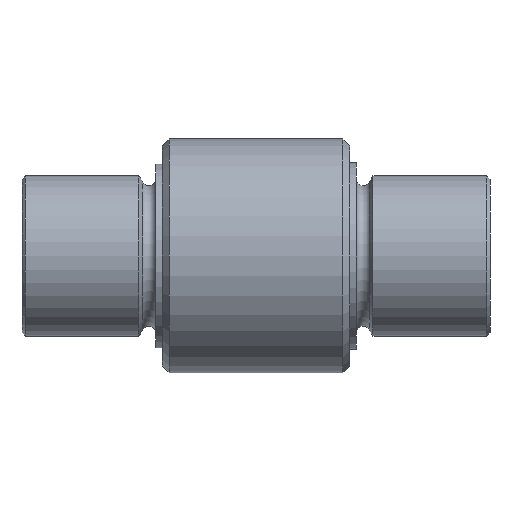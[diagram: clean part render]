
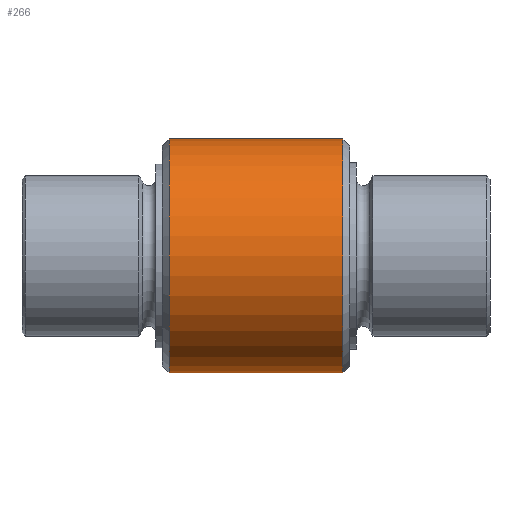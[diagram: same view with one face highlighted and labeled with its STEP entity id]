
A CAD part, left-side view. The second image highlights one B-rep face of the part: STEP entity #266.
In plain terms, the highlighted cylindrical face has radius 17.5 mm (diameter 35 mm), a full revolution.
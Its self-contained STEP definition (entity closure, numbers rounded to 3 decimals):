
#266 = ADVANCED_FACE( '', ( #497, #498, #499 ), #500, .T. );
#497 = FACE_OUTER_BOUND( '', #704, .T. );
#498 = FACE_OUTER_BOUND( '', #705, .T. );
#499 = FACE_BOUND( '', #706, .T. );
#500 = CYLINDRICAL_SURFACE( '', #707, 17.5 );
#704 = EDGE_LOOP( '', ( #1040 ) );
#705 = EDGE_LOOP( '', ( #1041 ) );
#706 = EDGE_LOOP( '', ( #1042 ) );
#707 = AXIS2_PLACEMENT_3D( '', #1043, #1044, #1045 );
#1040 = ORIENTED_EDGE( '', *, *, #1146, .T. );
#1041 = ORIENTED_EDGE( '', *, *, #1175, .T. );
#1042 = ORIENTED_EDGE( '', *, *, #1196, .F. );
#1043 = CARTESIAN_POINT( '', ( 0., 28., 0. ) );
#1044 = DIRECTION( '', ( 0., 1., 0. ) );
#1045 = DIRECTION( '', ( 0., 0., -1. ) );
#1146 = EDGE_CURVE( '', #1306, #1306, #1307, .F. );
#1175 = EDGE_CURVE( '', #1346, #1346, #1347, .T. );
#1196 = EDGE_CURVE( '', #1376, #1376, #1377, .T. );
#1306 = VERTEX_POINT( '', #1515 );
#1307 = CIRCLE( '', #1516, 17.5 );
#1346 = VERTEX_POINT( '', #1619 );
#1347 = CIRCLE( '', #1620, 17.5 );
#1376 = VERTEX_POINT( '', #1652 );
#1377 = B_SPLINE_CURVE_WITH_KNOTS( '', 3, ( #1653, #1654, #1655, #1656, #1657, #1658, #1659, #1660, #1661, #1662, #1663, #1664, #1665, #1666, #1667, #1668, #1669, #1670, #1671, #1672, #1673, #1674, #1675, #1676, #1677, #1678, #1679, #1680, #1681, #1682, #1683, #1684, #1685, #1686, #1687, #1688, #1689, #1690, #1691, #1692, #1693, #1694, #1695, #1696, #1697, #1698, #1699, #1700, #1701, #1702, #1703, #1704, #1705, #1706, #1707, #1708, #1709, #1710, #1711, #1712, #1713, #1714 ), .UNSPECIFIED., .T., .F., ( 2, 2, 2, 2, 2, 2, 2, 2, 2, 2, 2, 2, 2, 2, 2, 2, 2, 2, 2, 2, 2, 2, 2, 2, 2, 2, 2, 2, 2, 2, 2, 2, 2 ), ( -0.001, 0., 0., 0.001, 0.001, 0.002, 0.002, 0.003, 0.003, 0.004, 0.004, 0.005, 0.005, 0.006, 0.006, 0.007, 0.007, 0.008, 0.008, 0.009, 0.009, 0.01, 0.01, 0.011, 0.011, 0.012, 0.012, 0.013, 0.013, 0.013, 0.014, 0.015, 0.016 ), .UNSPECIFIED. );
#1515 = CARTESIAN_POINT( '', ( 0., 27., 17.5 ) );
#1516 = AXIS2_PLACEMENT_3D( '', #1802, #1803, #1804 );
#1619 = CARTESIAN_POINT( '', ( 0., 1., 17.5 ) );
#1620 = AXIS2_PLACEMENT_3D( '', #1837, #1838, #1839 );
#1652 = CARTESIAN_POINT( '', ( 17.326, 14., 2.459 ) );
#1653 = CARTESIAN_POINT( '', ( 17.326, 14.325, 2.459 ) );
#1654 = CARTESIAN_POINT( '', ( 17.326, 13.837, 2.459 ) );
#1655 = CARTESIAN_POINT( '', ( 17.329, 13.677, 2.443 ) );
#1656 = CARTESIAN_POINT( '', ( 17.337, 13.363, 2.38 ) );
#1657 = CARTESIAN_POINT( '', ( 17.344, 13.207, 2.333 ) );
#1658 = CARTESIAN_POINT( '', ( 17.36, 12.909, 2.209 ) );
#1659 = CARTESIAN_POINT( '', ( 17.37, 12.768, 2.134 ) );
#1660 = CARTESIAN_POINT( '', ( 17.391, 12.501, 1.955 ) );
#1661 = CARTESIAN_POINT( '', ( 17.402, 12.375, 1.851 ) );
#1662 = CARTESIAN_POINT( '', ( 17.425, 12.148, 1.625 ) );
#1663 = CARTESIAN_POINT( '', ( 17.436, 12.046, 1.501 ) );
#1664 = CARTESIAN_POINT( '', ( 17.457, 11.867, 1.233 ) );
#1665 = CARTESIAN_POINT( '', ( 17.467, 11.79, 1.09 ) );
#1666 = CARTESIAN_POINT( '', ( 17.483, 11.668, 0.794 ) );
#1667 = CARTESIAN_POINT( '', ( 17.489, 11.62, 0.639 ) );
#1668 = CARTESIAN_POINT( '', ( 17.498, 11.557, 0.322 ) );
#1669 = CARTESIAN_POINT( '', ( 17.5, 11.542, 0.162 ) );
#1670 = CARTESIAN_POINT( '', ( 17.5, 11.541, -0.159 ) );
#1671 = CARTESIAN_POINT( '', ( 17.498, 11.557, -0.322 ) );
#1672 = CARTESIAN_POINT( '', ( 17.489, 11.62, -0.638 ) );
#1673 = CARTESIAN_POINT( '', ( 17.483, 11.667, -0.791 ) );
#1674 = CARTESIAN_POINT( '', ( 17.467, 11.79, -1.089 ) );
#1675 = CARTESIAN_POINT( '', ( 17.457, 11.867, -1.233 ) );
#1676 = CARTESIAN_POINT( '', ( 17.436, 12.045, -1.499 ) );
#1677 = CARTESIAN_POINT( '', ( 17.425, 12.146, -1.623 ) );
#1678 = CARTESIAN_POINT( '', ( 17.402, 12.376, -1.852 ) );
#1679 = CARTESIAN_POINT( '', ( 17.391, 12.499, -1.954 ) );
#1680 = CARTESIAN_POINT( '', ( 17.37, 12.765, -2.132 ) );
#1681 = CARTESIAN_POINT( '', ( 17.36, 12.909, -2.209 ) );
#1682 = CARTESIAN_POINT( '', ( 17.344, 13.207, -2.333 ) );
#1683 = CARTESIAN_POINT( '', ( 17.338, 13.36, -2.379 ) );
#1684 = CARTESIAN_POINT( '', ( 17.329, 13.675, -2.442 ) );
#1685 = CARTESIAN_POINT( '', ( 17.326, 13.839, -2.458 ) );
#1686 = CARTESIAN_POINT( '', ( 17.326, 14.16, -2.459 ) );
#1687 = CARTESIAN_POINT( '', ( 17.329, 14.319, -2.443 ) );
#1688 = CARTESIAN_POINT( '', ( 17.337, 14.637, -2.38 ) );
#1689 = CARTESIAN_POINT( '', ( 17.344, 14.792, -2.333 ) );
#1690 = CARTESIAN_POINT( '', ( 17.36, 15.088, -2.21 ) );
#1691 = CARTESIAN_POINT( '', ( 17.37, 15.231, -2.134 ) );
#1692 = CARTESIAN_POINT( '', ( 17.391, 15.5, -1.955 ) );
#1693 = CARTESIAN_POINT( '', ( 17.402, 15.623, -1.853 ) );
#1694 = CARTESIAN_POINT( '', ( 17.425, 15.85, -1.627 ) );
#1695 = CARTESIAN_POINT( '', ( 17.436, 15.954, -1.501 ) );
#1696 = CARTESIAN_POINT( '', ( 17.457, 16.132, -1.234 ) );
#1697 = CARTESIAN_POINT( '', ( 17.466, 16.208, -1.093 ) );
#1698 = CARTESIAN_POINT( '', ( 17.483, 16.332, -0.795 ) );
#1699 = CARTESIAN_POINT( '', ( 17.489, 16.379, -0.639 ) );
#1700 = CARTESIAN_POINT( '', ( 17.498, 16.442, -0.325 ) );
#1701 = CARTESIAN_POINT( '', ( 17.5, 16.458, -0.165 ) );
#1702 = CARTESIAN_POINT( '', ( 17.5, 16.459, 0.16 ) );
#1703 = CARTESIAN_POINT( '', ( 17.498, 16.443, 0.32 ) );
#1704 = CARTESIAN_POINT( '', ( 17.489, 16.381, 0.635 ) );
#1705 = CARTESIAN_POINT( '', ( 17.483, 16.333, 0.791 ) );
#1706 = CARTESIAN_POINT( '', ( 17.467, 16.21, 1.089 ) );
#1707 = CARTESIAN_POINT( '', ( 17.457, 16.135, 1.23 ) );
#1708 = CARTESIAN_POINT( '', ( 17.436, 15.956, 1.497 ) );
#1709 = CARTESIAN_POINT( '', ( 17.425, 15.853, 1.624 ) );
#1710 = CARTESIAN_POINT( '', ( 17.391, 15.514, 1.964 ) );
#1711 = CARTESIAN_POINT( '', ( 17.368, 15.24, 2.147 ) );
#1712 = CARTESIAN_POINT( '', ( 17.336, 14.648, 2.393 ) );
#1713 = CARTESIAN_POINT( '', ( 17.326, 14.325, 2.459 ) );
#1714 = CARTESIAN_POINT( '', ( 17.326, 13.837, 2.459 ) );
#1802 = CARTESIAN_POINT( '', ( 0., 27., 0. ) );
#1803 = DIRECTION( '', ( 0., 1., 0. ) );
#1804 = DIRECTION( '', ( 0., 0., 1. ) );
#1837 = CARTESIAN_POINT( '', ( 0., 1., 0. ) );
#1838 = DIRECTION( '', ( 0., 1., 0. ) );
#1839 = DIRECTION( '', ( 0., 0., 1. ) );
